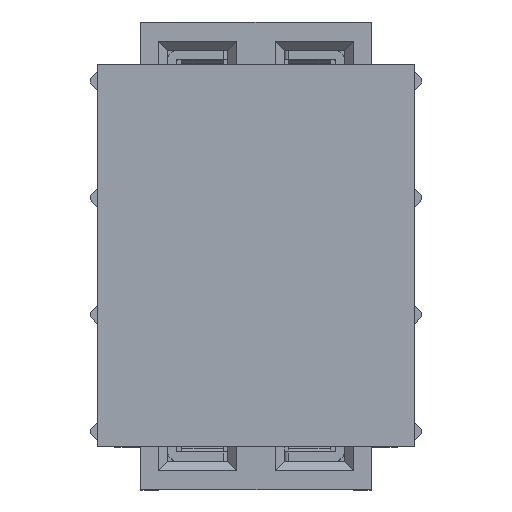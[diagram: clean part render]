
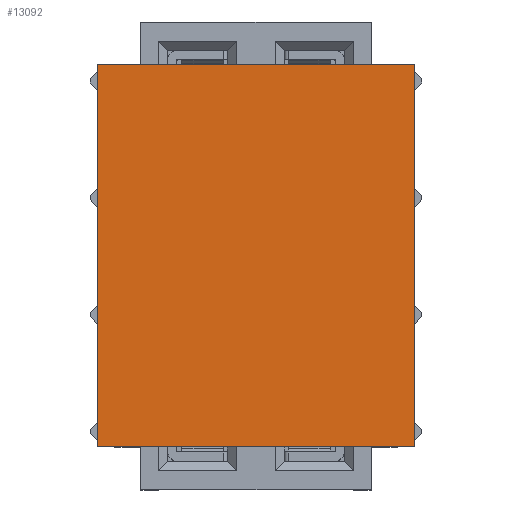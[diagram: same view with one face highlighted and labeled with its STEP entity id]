
A CAD part, top view. The second image highlights one B-rep face of the part: STEP entity #13092.
In plain terms, the highlighted planar face has unit normal (0, 0, 1).
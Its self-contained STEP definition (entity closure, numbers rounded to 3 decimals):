
#30=PLANE('',#13944);
#571=LINE('',#19016,#2147);
#585=LINE('',#19048,#2161);
#595=LINE('',#19071,#2171);
#596=LINE('',#19073,#2172);
#2147=VECTOR('',#15118,1000.);
#2161=VECTOR('',#15142,1000.);
#2171=VECTOR('',#15168,1000.);
#2172=VECTOR('',#15171,1000.);
#3790=ORIENTED_EDGE('',*,*,#7725,.T.);
#3791=ORIENTED_EDGE('',*,*,#7755,.F.);
#3792=ORIENTED_EDGE('',*,*,#7743,.F.);
#3793=ORIENTED_EDGE('',*,*,#7756,.T.);
#7725=EDGE_CURVE('',#9720,#9719,#571,.T.);
#7743=EDGE_CURVE('',#9732,#9733,#585,.T.);
#7755=EDGE_CURVE('',#9733,#9719,#595,.T.);
#7756=EDGE_CURVE('',#9732,#9720,#596,.T.);
#9719=VERTEX_POINT('',#19015);
#9720=VERTEX_POINT('',#19017);
#9732=VERTEX_POINT('',#19047);
#9733=VERTEX_POINT('',#19049);
#11402=EDGE_LOOP('',(#3790,#3791,#3792,#3793));
#12146=FACE_BOUND('',#11402,.T.);
#13092=ADVANCED_FACE('',(#12146),#30,.F.);
#13944=AXIS2_PLACEMENT_3D('',#19072,#15169,#15170);
#15118=DIRECTION('',(0.,-1.,0.));
#15142=DIRECTION('',(0.,-1.,0.));
#15168=DIRECTION('',(-1.,0.,0.));
#15169=DIRECTION('',(0.,0.,-1.));
#15170=DIRECTION('',(-1.,0.,0.));
#15171=DIRECTION('',(-1.,0.,0.));
#19015=CARTESIAN_POINT('',(-4.15,-3.445,2.78));
#19016=CARTESIAN_POINT('',(-4.15,-3.445,2.78));
#19017=CARTESIAN_POINT('',(-4.15,3.445,2.78));
#19047=CARTESIAN_POINT('',(4.15,3.445,2.78));
#19048=CARTESIAN_POINT('',(4.15,-3.445,2.78));
#19049=CARTESIAN_POINT('',(4.15,-3.445,2.78));
#19071=CARTESIAN_POINT('',(4.15,-3.445,2.78));
#19072=CARTESIAN_POINT('',(4.15,-3.445,2.78));
#19073=CARTESIAN_POINT('',(4.15,3.445,2.78));
